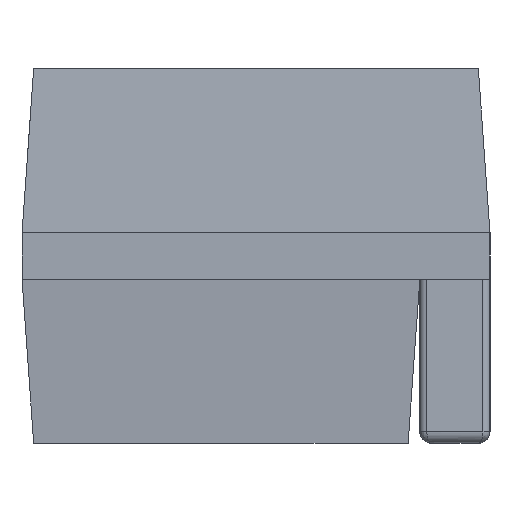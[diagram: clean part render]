
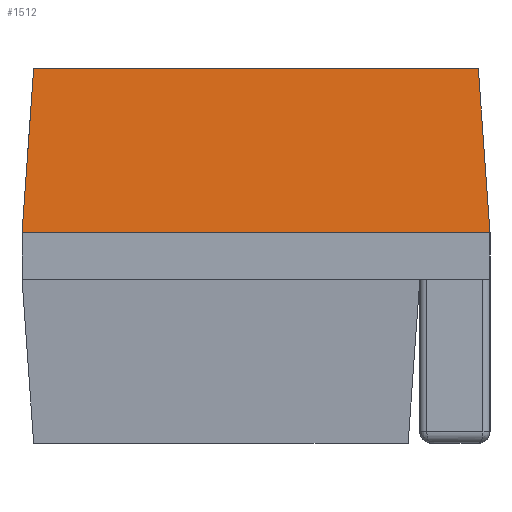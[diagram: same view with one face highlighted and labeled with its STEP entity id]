
A CAD part, left-side view. The second image highlights one B-rep face of the part: STEP entity #1512.
In plain terms, the highlighted planar face has unit normal (-0.998, 0, 0.071).
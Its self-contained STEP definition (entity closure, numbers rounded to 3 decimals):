
#162=FACE_OUTER_BOUND('',#265,.T.);
#265=EDGE_LOOP('',(#1111,#1112,#1113,#1114));
#400=LINE('',#2333,#554);
#402=LINE('',#2338,#556);
#412=LINE('',#2357,#566);
#414=LINE('',#2360,#568);
#554=VECTOR('',#1861,10.);
#556=VECTOR('',#1865,10.);
#566=VECTOR('',#1879,10.);
#568=VECTOR('',#1883,10.);
#686=VERTEX_POINT('',#2325);
#688=VERTEX_POINT('',#2331);
#690=VERTEX_POINT('',#2337);
#697=VERTEX_POINT('',#2355);
#834=EDGE_CURVE('',#686,#688,#400,.T.);
#836=EDGE_CURVE('',#690,#686,#402,.T.);
#846=EDGE_CURVE('',#697,#688,#412,.T.);
#848=EDGE_CURVE('',#697,#690,#414,.T.);
#1111=ORIENTED_EDGE('',*,*,#834,.T.);
#1112=ORIENTED_EDGE('',*,*,#846,.F.);
#1113=ORIENTED_EDGE('',*,*,#848,.T.);
#1114=ORIENTED_EDGE('',*,*,#836,.T.);
#1457=PLANE('',#1633);
#1512=ADVANCED_FACE('',(#162),#1457,.T.);
#1633=AXIS2_PLACEMENT_3D('',#2359,#1881,#1882);
#1861=DIRECTION('',(0.,-1.,0.));
#1865=DIRECTION('',(-0.071,0.071,-0.995));
#1879=DIRECTION('',(-0.071,-0.071,-0.995));
#1881=DIRECTION('center_axis',(-0.997,0.,0.071));
#1882=DIRECTION('ref_axis',(0.071,0.,0.997));
#1883=DIRECTION('',(0.,1.,0.));
#2325=CARTESIAN_POINT('',(0.,2.,0.9));
#2331=CARTESIAN_POINT('',(0.,0.,0.9));
#2333=CARTESIAN_POINT('',(0.,1.5,0.9));
#2337=CARTESIAN_POINT('',(0.05,1.95,1.6));
#2338=CARTESIAN_POINT('',(0.05,1.95,1.6));
#2355=CARTESIAN_POINT('',(0.05,0.05,1.6));
#2357=CARTESIAN_POINT('',(0.05,0.05,1.6));
#2359=CARTESIAN_POINT('Origin',(0.025,1.5,1.25));
#2360=CARTESIAN_POINT('',(0.05,1.5,1.6));
